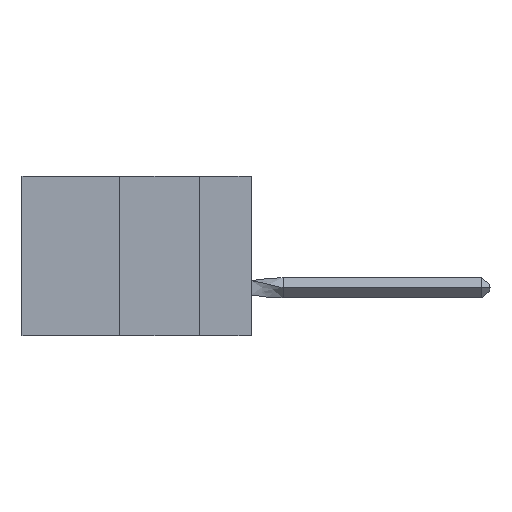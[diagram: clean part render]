
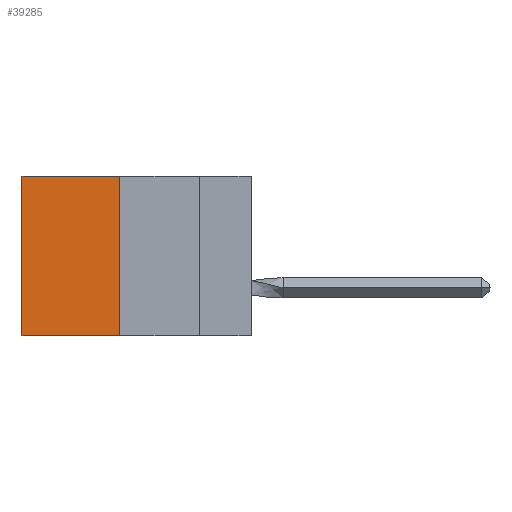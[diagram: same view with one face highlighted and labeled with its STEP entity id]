
A CAD part, left-side view. The second image highlights one B-rep face of the part: STEP entity #39285.
In plain terms, the highlighted planar face has unit normal (-1, 0, 0).
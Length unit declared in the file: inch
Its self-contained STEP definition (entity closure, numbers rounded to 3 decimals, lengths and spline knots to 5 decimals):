
#256 = CARTESIAN_POINT ( 'NONE',  ( 0.305, 0.413, -0.5 ) ) ;
#1664 = VERTEX_POINT ( 'NONE', #21833 ) ;
#1982 = VERTEX_POINT ( 'NONE', #19627 ) ;
#2519 = LINE ( 'NONE', #256, #38119 ) ;
#3351 = ORIENTED_EDGE ( 'NONE', *, *, #13645, .T. ) ;
#3572 = ORIENTED_EDGE ( 'NONE', *, *, #6288, .T. ) ;
#4884 = CARTESIAN_POINT ( 'NONE',  ( 0.305, 0.413, -0.5 ) ) ;
#6288 = EDGE_CURVE ( 'NONE', #17964, #1664, #20347, .T. ) ;
#7987 = DIRECTION ( 'NONE',  ( 0., 1., 0. ) ) ;
#11659 = DIRECTION ( 'NONE',  ( 1., 0., 0. ) ) ;
#11802 = PLANE ( 'NONE',  #26411 ) ;
#13645 = EDGE_CURVE ( 'NONE', #28159, #17964, #26526, .T. ) ;
#13691 = DIRECTION ( 'NONE',  ( 0., 1., 0. ) ) ;
#16994 = EDGE_CURVE ( 'NONE', #1982, #1664, #18477, .T. ) ;
#17516 = VECTOR ( 'NONE', #7987, 39.37008 ) ;
#17583 = CARTESIAN_POINT ( 'NONE',  ( 0.305, 0.413, -0.5 ) ) ;
#17964 = VERTEX_POINT ( 'NONE', #25834 ) ;
#17966 = DIRECTION ( 'NONE',  ( 0., 0., -1. ) ) ;
#18229 = VECTOR ( 'NONE', #13691, 39.37008 ) ;
#18477 = LINE ( 'NONE', #4884, #17516 ) ;
#18891 = ORIENTED_EDGE ( 'NONE', *, *, #24319, .F. ) ;
#19627 = CARTESIAN_POINT ( 'NONE',  ( 0.305, 0.413, -0.5 ) ) ;
#20347 = LINE ( 'NONE', #30629, #38893 ) ;
#21833 = CARTESIAN_POINT ( 'NONE',  ( 0.305, 0.72, -0.5 ) ) ;
#24319 = EDGE_CURVE ( 'NONE', #28159, #1982, #2519, .T. ) ;
#24787 = CARTESIAN_POINT ( 'NONE',  ( 0.305, 0.413, 0. ) ) ;
#25745 = FACE_OUTER_BOUND ( 'NONE', #26029, .T. ) ;
#25834 = CARTESIAN_POINT ( 'NONE',  ( 0.305, 0.72, 0. ) ) ;
#26029 = EDGE_LOOP ( 'NONE', ( #3572, #39199, #18891, #3351 ) ) ;
#26411 = AXIS2_PLACEMENT_3D ( 'NONE', #17583, #11659, #17966 ) ;
#26526 = LINE ( 'NONE', #31658, #18229 ) ;
#28159 = VERTEX_POINT ( 'NONE', #24787 ) ;
#30629 = CARTESIAN_POINT ( 'NONE',  ( 0.305, 0.72, -0.5 ) ) ;
#31658 = CARTESIAN_POINT ( 'NONE',  ( 0.305, 0.413, 0. ) ) ;
#36887 = DIRECTION ( 'NONE',  ( 0., 0., -1. ) ) ;
#38014 = DIRECTION ( 'NONE',  ( 0., 0., -1. ) ) ;
#38119 = VECTOR ( 'NONE', #38014, 39.37008 ) ;
#38893 = VECTOR ( 'NONE', #36887, 39.37008 ) ;
#39199 = ORIENTED_EDGE ( 'NONE', *, *, #16994, .F. ) ;
#39285 = ADVANCED_FACE ( 'NONE', ( #25745 ), #11802, .F. ) ;
